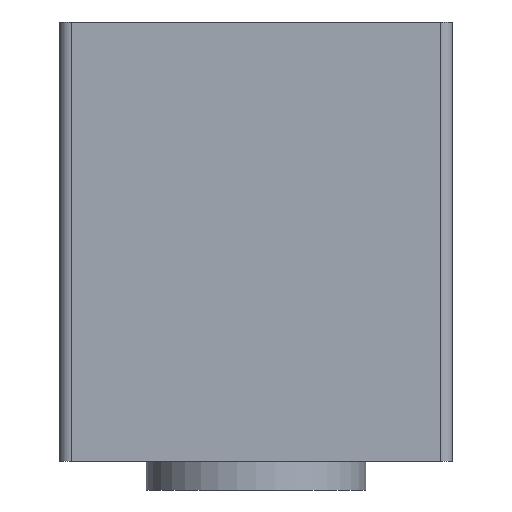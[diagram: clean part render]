
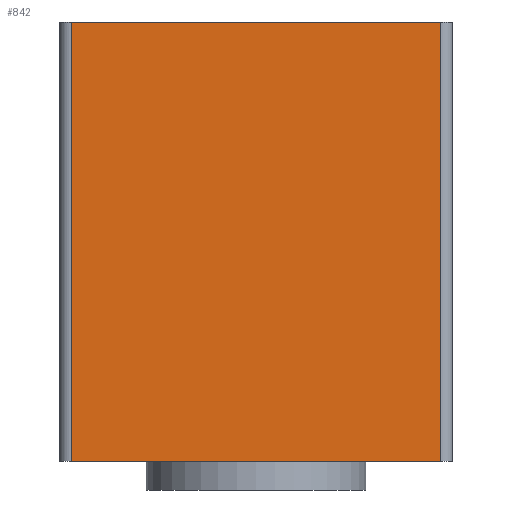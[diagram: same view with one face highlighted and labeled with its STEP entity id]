
A CAD part, left-side view. The second image highlights one B-rep face of the part: STEP entity #842.
In plain terms, the highlighted planar face has unit normal (-1, 0, 0).
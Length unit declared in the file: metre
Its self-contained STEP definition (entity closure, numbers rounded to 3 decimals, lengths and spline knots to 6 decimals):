
#166=ORIENTED_EDGE('',*,*,#383,.T.);
#167=ORIENTED_EDGE('',*,*,#391,.T.);
#168=ORIENTED_EDGE('',*,*,#392,.F.);
#169=ORIENTED_EDGE('',*,*,#393,.T.);
#383=EDGE_CURVE('',#497,#496,#560,.T.);
#391=EDGE_CURVE('',#496,#502,#564,.T.);
#392=EDGE_CURVE('',#503,#502,#565,.T.);
#393=EDGE_CURVE('',#503,#497,#566,.F.);
#496=VERTEX_POINT('',#1401);
#497=VERTEX_POINT('',#1403);
#502=VERTEX_POINT('',#1417);
#503=VERTEX_POINT('',#1419);
#560=LINE('',#1402,#610);
#564=LINE('',#1416,#614);
#565=LINE('',#1418,#615);
#566=LINE('',#1420,#616);
#610=VECTOR('',#1101,1.);
#614=VECTOR('',#1115,1.);
#615=VECTOR('',#1116,1.);
#616=VECTOR('',#1117,1.);
#652=EDGE_LOOP('',(#166,#167,#168,#169));
#741=FACE_BOUND('',#652,.T.);
#818=PLANE('',#930);
#842=ADVANCED_FACE('',(#741),#818,.T.);
#930=AXIS2_PLACEMENT_3D('',#1415,#1113,#1114);
#1101=DIRECTION('',(0.,1.,0.));
#1113=DIRECTION('',(-1.,0.,0.));
#1114=DIRECTION('',(0.,0.,1.));
#1115=DIRECTION('',(0.,0.,-1.));
#1116=DIRECTION('',(0.,1.,0.));
#1117=DIRECTION('',(0.,0.,-1.));
#1401=CARTESIAN_POINT('',(0.,0.066,0.072));
#1402=CARTESIAN_POINT('',(0.,0.034,0.072));
#1403=CARTESIAN_POINT('',(0.,0.002,0.072));
#1415=CARTESIAN_POINT('',(0.,0.034,0.072));
#1416=CARTESIAN_POINT('',(0.,0.066,0.072));
#1417=CARTESIAN_POINT('',(0.,0.066,-0.004));
#1418=CARTESIAN_POINT('',(0.,0.034,-0.004));
#1419=CARTESIAN_POINT('',(0.,0.002,-0.004));
#1420=CARTESIAN_POINT('',(0.,0.002,0.072));
